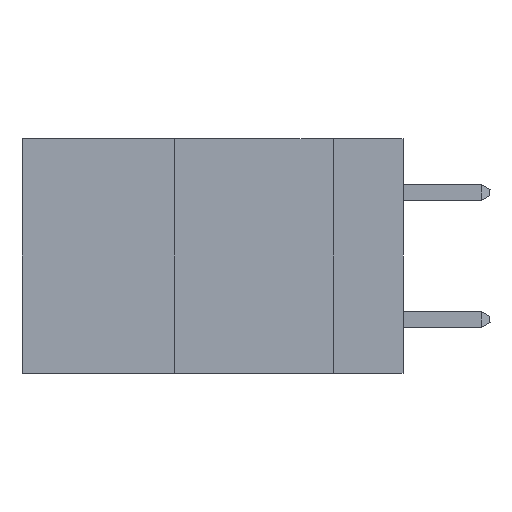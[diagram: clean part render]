
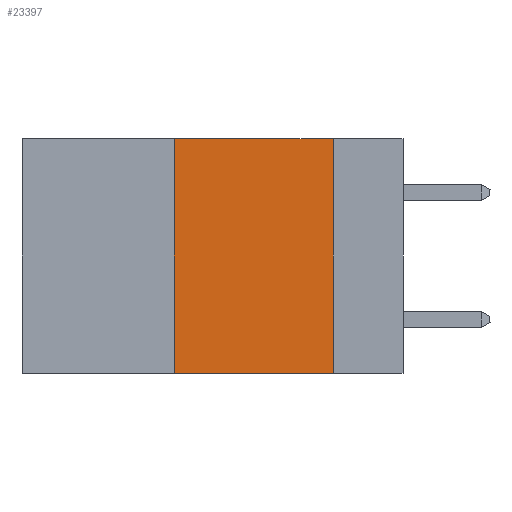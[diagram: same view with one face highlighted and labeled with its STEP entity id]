
A CAD part, left-side view. The second image highlights one B-rep face of the part: STEP entity #23397.
In plain terms, the highlighted planar face has unit normal (-1, 0, 0).
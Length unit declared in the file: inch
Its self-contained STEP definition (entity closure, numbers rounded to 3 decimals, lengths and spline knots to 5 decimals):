
#1621 = VERTEX_POINT ( 'NONE', #5094 ) ;
#2179 = ORIENTED_EDGE ( 'NONE', *, *, #14839, .F. ) ;
#3970 = CARTESIAN_POINT ( 'NONE',  ( 0., 0.11, 0. ) ) ;
#4908 = VERTEX_POINT ( 'NONE', #3970 ) ;
#5094 = CARTESIAN_POINT ( 'NONE',  ( 0., 0.11, -0.37 ) ) ;
#7368 = ORIENTED_EDGE ( 'NONE', *, *, #15740, .T. ) ;
#8530 = CARTESIAN_POINT ( 'NONE',  ( 0., 0.6, -0.37 ) ) ;
#9005 = FACE_OUTER_BOUND ( 'NONE', #19505, .T. ) ;
#10369 = DIRECTION ( 'NONE',  ( 0., -1., 0. ) ) ;
#10481 = CARTESIAN_POINT ( 'NONE',  ( 0., 0.6, 0. ) ) ;
#11510 = EDGE_CURVE ( 'NONE', #4908, #1621, #11911, .T. ) ;
#11911 = LINE ( 'NONE', #33564, #31022 ) ;
#11958 = EDGE_CURVE ( 'NONE', #18690, #4908, #30296, .T. ) ;
#12073 = CARTESIAN_POINT ( 'NONE',  ( 0., 0.36, 0. ) ) ;
#13008 = DIRECTION ( 'NONE',  ( 1., 0., 0. ) ) ;
#13458 = AXIS2_PLACEMENT_3D ( 'NONE', #10481, #13008, #30756 ) ;
#14839 = EDGE_CURVE ( 'NONE', #23785, #18690, #19988, .T. ) ;
#15740 = EDGE_CURVE ( 'NONE', #23785, #1621, #24408, .T. ) ;
#18242 = PLANE ( 'NONE',  #13458 ) ;
#18584 = DIRECTION ( 'NONE',  ( 0., -1., 0. ) ) ;
#18690 = VERTEX_POINT ( 'NONE', #12073 ) ;
#18981 = DIRECTION ( 'NONE',  ( 0., 0., -1. ) ) ;
#19505 = EDGE_LOOP ( 'NONE', ( #26544, #27320, #2179, #7368 ) ) ;
#19607 = CARTESIAN_POINT ( 'NONE',  ( 0., 0.36, -0.37 ) ) ;
#19988 = LINE ( 'NONE', #25305, #26522 ) ;
#20060 = DIRECTION ( 'NONE',  ( 0., 0., 1. ) ) ;
#20990 = VECTOR ( 'NONE', #10369, 39.37008 ) ;
#23208 = VECTOR ( 'NONE', #18584, 39.37008 ) ;
#23397 = ADVANCED_FACE ( 'NONE', ( #9005 ), #18242, .F. ) ;
#23785 = VERTEX_POINT ( 'NONE', #19607 ) ;
#24408 = LINE ( 'NONE', #8530, #23208 ) ;
#25305 = CARTESIAN_POINT ( 'NONE',  ( 0., 0.36, 0. ) ) ;
#26522 = VECTOR ( 'NONE', #20060, 39.37008 ) ;
#26544 = ORIENTED_EDGE ( 'NONE', *, *, #11510, .F. ) ;
#27320 = ORIENTED_EDGE ( 'NONE', *, *, #11958, .F. ) ;
#29069 = CARTESIAN_POINT ( 'NONE',  ( 0., 0.6, 0. ) ) ;
#30296 = LINE ( 'NONE', #29069, #20990 ) ;
#30756 = DIRECTION ( 'NONE',  ( 0., 0., -1. ) ) ;
#31022 = VECTOR ( 'NONE', #18981, 39.37008 ) ;
#33564 = CARTESIAN_POINT ( 'NONE',  ( 0., 0.11, 0. ) ) ;
